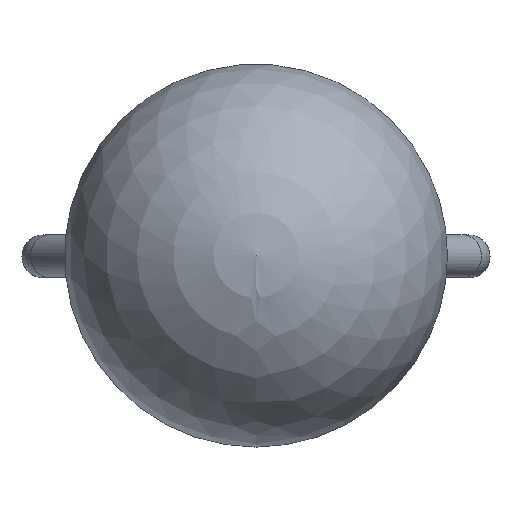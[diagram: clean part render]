
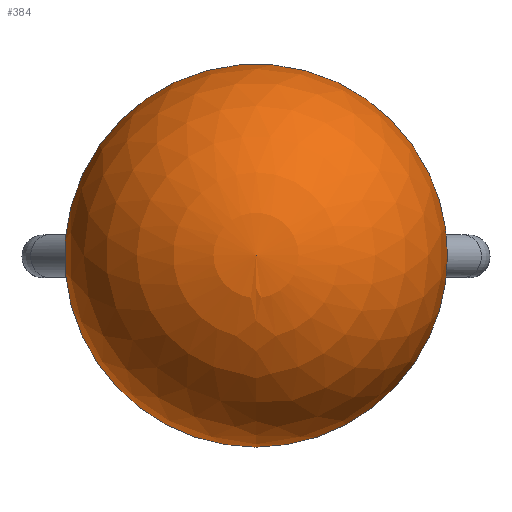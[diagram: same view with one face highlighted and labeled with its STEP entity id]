
A CAD part, top view. The second image highlights one B-rep face of the part: STEP entity #384.
In plain terms, the highlighted spherical face has radius 2.25 mm.
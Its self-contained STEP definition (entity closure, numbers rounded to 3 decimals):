
#82=FACE_OUTER_BOUND('',#105,.T.);
#105=EDGE_LOOP('',(#249,#250,#251,#252,#253,#254,#255,#256));
#129=CIRCLE('',#422,2.25);
#130=CIRCLE('',#423,2.25);
#131=CIRCLE('',#424,2.25);
#132=CIRCLE('',#425,2.25);
#133=CIRCLE('',#426,2.25);
#134=CIRCLE('',#427,2.25);
#135=CIRCLE('',#428,2.25);
#159=VERTEX_POINT('',#589);
#160=VERTEX_POINT('',#590);
#161=VERTEX_POINT('',#592);
#162=VERTEX_POINT('',#594);
#163=VERTEX_POINT('',#596);
#164=VERTEX_POINT('',#598);
#165=VERTEX_POINT('',#600);
#194=EDGE_CURVE('',#159,#160,#129,.T.);
#195=EDGE_CURVE('',#161,#159,#130,.T.);
#196=EDGE_CURVE('',#162,#161,#131,.T.);
#197=EDGE_CURVE('',#162,#163,#132,.T.);
#198=EDGE_CURVE('',#164,#162,#133,.T.);
#199=EDGE_CURVE('',#165,#164,#134,.T.);
#200=EDGE_CURVE('',#160,#165,#135,.T.);
#249=ORIENTED_EDGE('',*,*,#194,.F.);
#250=ORIENTED_EDGE('',*,*,#195,.F.);
#251=ORIENTED_EDGE('',*,*,#196,.F.);
#252=ORIENTED_EDGE('',*,*,#197,.T.);
#253=ORIENTED_EDGE('',*,*,#197,.F.);
#254=ORIENTED_EDGE('',*,*,#198,.F.);
#255=ORIENTED_EDGE('',*,*,#199,.F.);
#256=ORIENTED_EDGE('',*,*,#200,.F.);
#359=SPHERICAL_SURFACE('',#421,2.25);
#384=ADVANCED_FACE('',(#82),#359,.T.);
#421=AXIS2_PLACEMENT_3D('',#588,#471,#472);
#422=AXIS2_PLACEMENT_3D('',#591,#473,#474);
#423=AXIS2_PLACEMENT_3D('',#593,#475,#476);
#424=AXIS2_PLACEMENT_3D('',#595,#477,#478);
#425=AXIS2_PLACEMENT_3D('',#597,#479,#480);
#426=AXIS2_PLACEMENT_3D('',#599,#481,#482);
#427=AXIS2_PLACEMENT_3D('',#601,#483,#484);
#428=AXIS2_PLACEMENT_3D('',#602,#485,#486);
#471=DIRECTION('center_axis',(0.,0.,-1.));
#472=DIRECTION('ref_axis',(0.,1.,0.));
#473=DIRECTION('center_axis',(0.,0.,-1.));
#474=DIRECTION('ref_axis',(0.,1.,0.));
#475=DIRECTION('center_axis',(0.,0.,-1.));
#476=DIRECTION('ref_axis',(0.,1.,0.));
#477=DIRECTION('center_axis',(0.,0.,-1.));
#478=DIRECTION('ref_axis',(0.,1.,0.));
#479=DIRECTION('center_axis',(-1.,0.,0.));
#480=DIRECTION('ref_axis',(0.,-1.,0.));
#481=DIRECTION('center_axis',(0.,0.,-1.));
#482=DIRECTION('ref_axis',(0.,1.,0.));
#483=DIRECTION('center_axis',(0.,0.,-1.));
#484=DIRECTION('ref_axis',(0.,1.,0.));
#485=DIRECTION('center_axis',(0.,0.,-1.));
#486=DIRECTION('ref_axis',(0.,1.,0.));
#588=CARTESIAN_POINT('Origin',(2.5,0.,5.1));
#589=CARTESIAN_POINT('',(0.46,0.949,5.1));
#590=CARTESIAN_POINT('',(4.54,0.949,5.1));
#591=CARTESIAN_POINT('Origin',(2.5,0.,5.1));
#592=CARTESIAN_POINT('',(0.46,-0.949,5.1));
#593=CARTESIAN_POINT('Origin',(2.5,0.,5.1));
#594=CARTESIAN_POINT('',(2.5,-2.25,5.1));
#595=CARTESIAN_POINT('Origin',(2.5,0.,5.1));
#596=CARTESIAN_POINT('',(2.5,0.,7.35));
#597=CARTESIAN_POINT('Origin',(2.5,0.,5.1));
#598=CARTESIAN_POINT('',(4.54,-0.949,5.1));
#599=CARTESIAN_POINT('Origin',(2.5,0.,5.1));
#600=CARTESIAN_POINT('',(4.75,0.,5.1));
#601=CARTESIAN_POINT('Origin',(2.5,0.,5.1));
#602=CARTESIAN_POINT('Origin',(2.5,0.,5.1));
